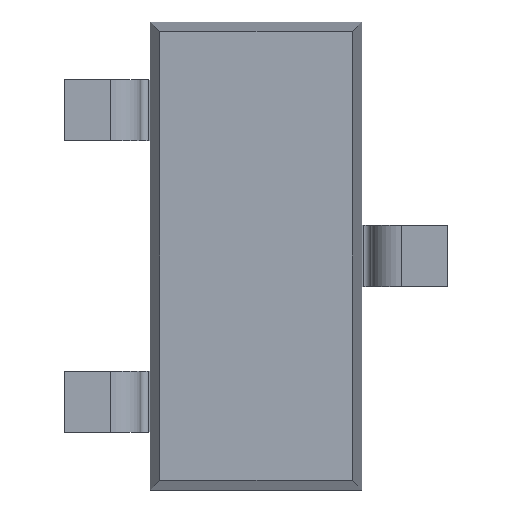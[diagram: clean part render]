
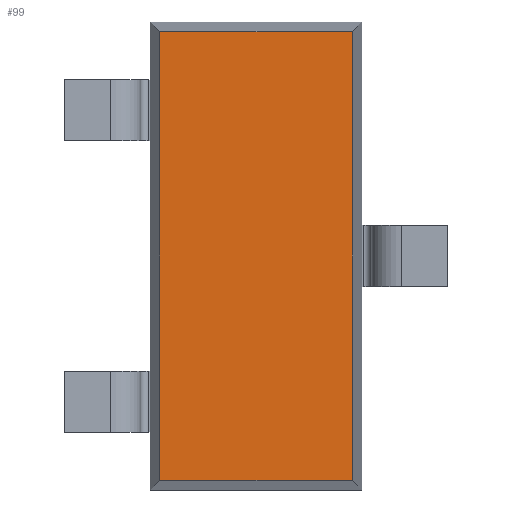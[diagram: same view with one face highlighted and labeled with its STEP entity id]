
A CAD part, front view. The second image highlights one B-rep face of the part: STEP entity #99.
In plain terms, the highlighted planar face has unit normal (0, -1, 0).
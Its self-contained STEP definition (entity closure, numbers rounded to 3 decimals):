
#53 = CARTESIAN_POINT ( 'NONE',  ( 0.627, 0.1, -1.462 ) ) ;
#99 = ADVANCED_FACE ( 'NONE', ( #106 ), #1184, .T. ) ;
#106 = FACE_OUTER_BOUND ( 'NONE', #1533, .T. ) ;
#138 = EDGE_CURVE ( 'NONE', #1474, #203, #1242, .T. ) ;
#141 = EDGE_CURVE ( 'NONE', #1663, #1474, #696, .T. ) ;
#195 = DIRECTION ( 'NONE',  ( 1., 0., 0. ) ) ;
#203 = VERTEX_POINT ( 'NONE', #1366 ) ;
#350 = VECTOR ( 'NONE', #1059, 1000. ) ;
#392 = LINE ( 'NONE', #1081, #350 ) ;
#433 = CARTESIAN_POINT ( 'NONE',  ( -0.627, 0.1, 1.462 ) ) ;
#490 = VECTOR ( 'NONE', #674, 1000. ) ;
#547 = ORIENTED_EDGE ( 'NONE', *, *, #141, .T. ) ;
#674 = DIRECTION ( 'NONE',  ( 0., 0., -1. ) ) ;
#696 = LINE ( 'NONE', #1531, #1253 ) ;
#807 = AXIS2_PLACEMENT_3D ( 'NONE', #1098, #1294, #1214 ) ;
#903 = CARTESIAN_POINT ( 'NONE',  ( -0.627, 0.1, -1.462 ) ) ;
#1037 = DIRECTION ( 'NONE',  ( 0., 0., 1. ) ) ;
#1059 = DIRECTION ( 'NONE',  ( -1., 0., 0. ) ) ;
#1081 = CARTESIAN_POINT ( 'NONE',  ( 0.69, 0.1, 1.462 ) ) ;
#1098 = CARTESIAN_POINT ( 'NONE',  ( 0., 0.1, 0. ) ) ;
#1184 = PLANE ( 'NONE',  #807 ) ;
#1214 = DIRECTION ( 'NONE',  ( 0., 0., -1. ) ) ;
#1241 = VECTOR ( 'NONE', #1037, 1000. ) ;
#1242 = LINE ( 'NONE', #1675, #1241 ) ;
#1253 = VECTOR ( 'NONE', #195, 1000. ) ;
#1294 = DIRECTION ( 'NONE',  ( 0., -1., 0. ) ) ;
#1366 = CARTESIAN_POINT ( 'NONE',  ( 0.627, 0.1, 1.462 ) ) ;
#1436 = CARTESIAN_POINT ( 'NONE',  ( -0.627, 0.1, 1.525 ) ) ;
#1467 = EDGE_CURVE ( 'NONE', #1562, #1663, #1619, .T. ) ;
#1474 = VERTEX_POINT ( 'NONE', #53 ) ;
#1507 = ORIENTED_EDGE ( 'NONE', *, *, #138, .T. ) ;
#1531 = CARTESIAN_POINT ( 'NONE',  ( -0.69, 0.1, -1.462 ) ) ;
#1533 = EDGE_LOOP ( 'NONE', ( #547, #1507, #1650, #1656 ) ) ;
#1562 = VERTEX_POINT ( 'NONE', #433 ) ;
#1619 = LINE ( 'NONE', #1436, #490 ) ;
#1650 = ORIENTED_EDGE ( 'NONE', *, *, #1667, .T. ) ;
#1656 = ORIENTED_EDGE ( 'NONE', *, *, #1467, .T. ) ;
#1663 = VERTEX_POINT ( 'NONE', #903 ) ;
#1667 = EDGE_CURVE ( 'NONE', #203, #1562, #392, .T. ) ;
#1675 = CARTESIAN_POINT ( 'NONE',  ( 0.627, 0.1, -1.525 ) ) ;
